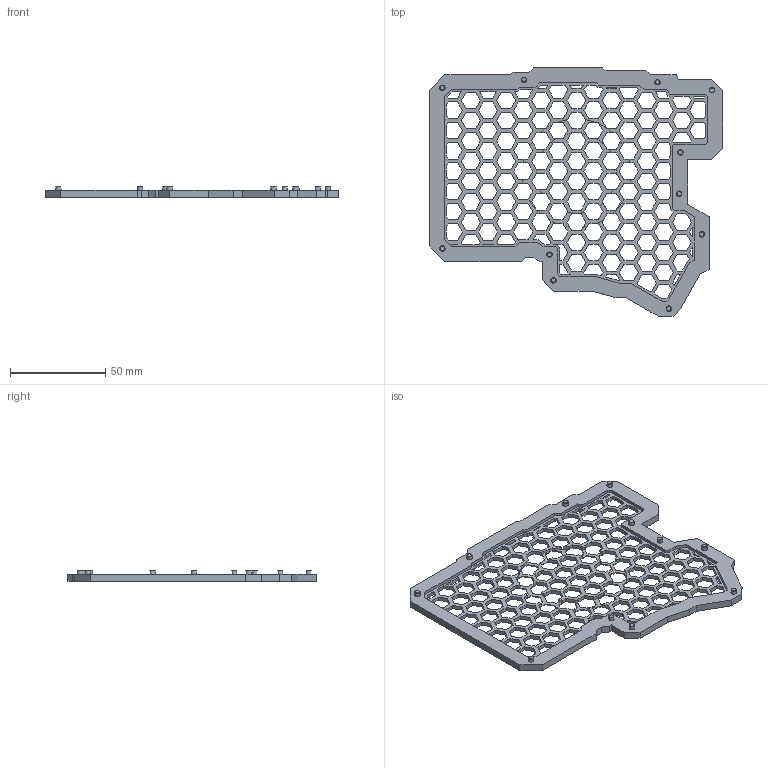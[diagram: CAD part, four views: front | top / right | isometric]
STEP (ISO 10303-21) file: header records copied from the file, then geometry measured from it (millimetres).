
FILE_DESCRIPTION(/* description */ ('KiCad electronic assembly'),/* implementation_level */ '2;1');
FILE_NAME(/* name */ 'base.step',/* time_stamp */ '2025-10-04T23:40:12+07:00',/* author */ (''),/* organization */ (''),/* preprocessor_version */ 'ST-DEVELOPER v20.1',/* originating_system */ 'Autodesk Translation Framework v14.17.0.0',/* authorisation */ '');
FILE_SCHEMA (('AUTOMOTIVE_DESIGN { 1 0 10303 214 3 1 1 }'));
Length unit declared in the file: millimetre
Products named in the file (2): 2025-10-01-02-42-03-528; 2025-10-01-03-16-15-598
Assembly tree (1 placements, depth 2):
  2025-10-01-02-42-03-528
    2025-10-01-03-16-15-598
Bounding box: 154.11 x 130.3 x 5.75 mm (x, y, z)
Volume: 23404.3 mm3; surface area: 27112.3 mm2
Topology: 1 solids, 1 shells, 969 faces, 2932 edges, 1951 vertices
Faces by surface type: plane 914, cylinder 33, cone 22
Entity records: 32846 total; most frequent: ORIENTED_EDGE 5864, CARTESIAN_POINT 5855, DIRECTION 4975, EDGE_CURVE 2932, LINE 2833, VECTOR 2833, VERTEX_POINT 1951, EDGE_LOOP 1225
